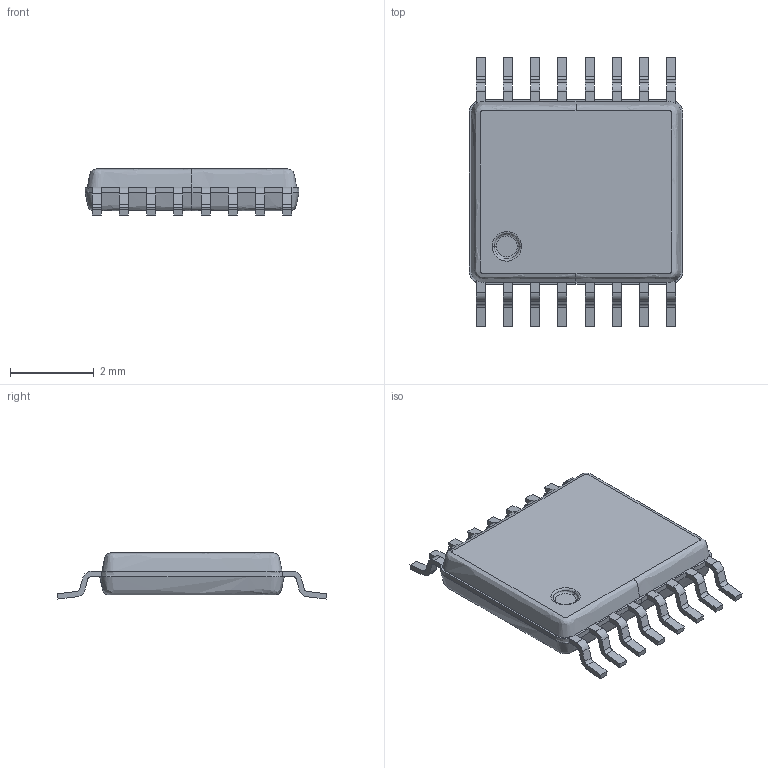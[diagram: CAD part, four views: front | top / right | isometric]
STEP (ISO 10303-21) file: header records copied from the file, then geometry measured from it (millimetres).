
FILE_DESCRIPTION(/* description */ (''),/* implementation_level */ '2;1');
FILE_NAME(/* name */ 'TSSOP16',/* time_stamp */ '2015-04-11T15:25:30+02:00',/* author */ (''),/* organization */ (''),/* preprocessor_version */ 'ST-DEVELOPER v14',/* originating_system */ '',/* authorisation */ '');
FILE_SCHEMA (('AUTOMOTIVE_DESIGN'));
Length unit declared in the file: millimetre
Products named in the file (1): Document
Bounding box: 5.1 x 6.43 x 1.1 mm (x, y, z)
Volume: 21.2 mm3; surface area: 99.9 mm2
Topology: 17 solids, 17 shells, 411 faces, 1038 edges, 669 vertices
Faces by surface type: bspline 306, plane 105
Entity records: 24073 total; most frequent: CARTESIAN_POINT 17187, ORIENTED_EDGE 2076, EDGE_CURVE 1038, B_SPLINE_CURVE_WITH_KNOTS 1028, VERTEX_POINT 669, EDGE_LOOP 419, ADVANCED_FACE 411, FACE_OUTER_BOUND 411
